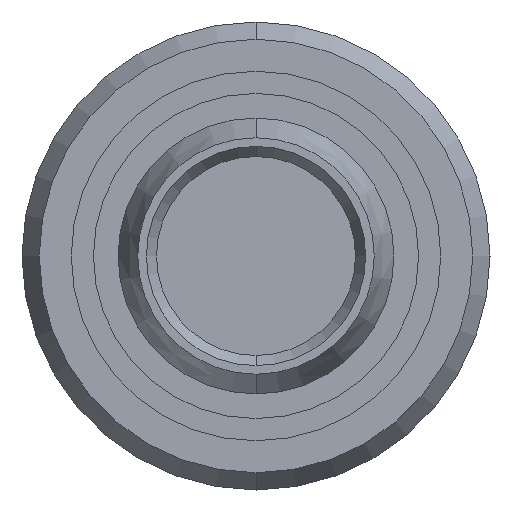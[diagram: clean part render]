
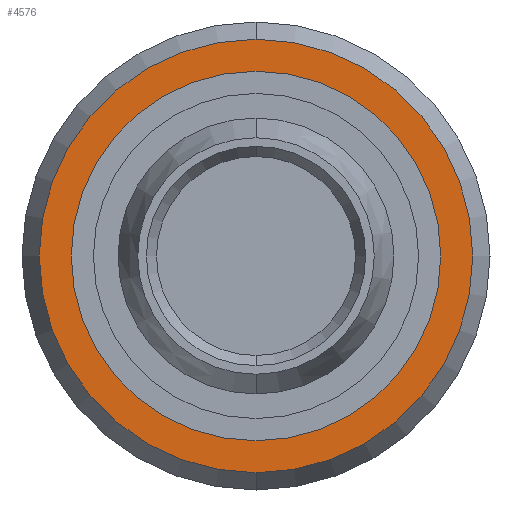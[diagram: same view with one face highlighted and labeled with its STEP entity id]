
A CAD part, front view. The second image highlights one B-rep face of the part: STEP entity #4576.
In plain terms, the highlighted planar face has unit normal (0, -1, 0).
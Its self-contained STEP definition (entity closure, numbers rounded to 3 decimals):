
#24 = AXIS2_PLACEMENT_3D ( 'NONE', #2152, #279, #2527 ) ;
#97 = EDGE_CURVE ( 'NONE', #2487, #3272, #3996, .T. ) ;
#217 = PLANE ( 'NONE',  #4136 ) ;
#218 = DIRECTION ( 'NONE',  ( 0., -1., 0. ) ) ;
#279 = DIRECTION ( 'NONE',  ( 0., 1., 0. ) ) ;
#405 = AXIS2_PLACEMENT_3D ( 'NONE', #541, #4356, #1686 ) ;
#409 = CARTESIAN_POINT ( 'NONE',  ( 0., -16.4, 0. ) ) ;
#541 = CARTESIAN_POINT ( 'NONE',  ( 0., -16.4, 0. ) ) ;
#717 = VERTEX_POINT ( 'NONE', #4769 ) ;
#913 = FACE_OUTER_BOUND ( 'NONE', #4588, .T. ) ;
#1154 = AXIS2_PLACEMENT_3D ( 'NONE', #4726, #218, #2421 ) ;
#1434 = CARTESIAN_POINT ( 'NONE',  ( 0., -16.4, -3.75 ) ) ;
#1566 = FACE_BOUND ( 'NONE', #4899, .T. ) ;
#1654 = ORIENTED_EDGE ( 'NONE', *, *, #3849, .F. ) ;
#1686 = DIRECTION ( 'NONE',  ( 0., 0., 1. ) ) ;
#1688 = CIRCLE ( 'NONE', #405, 4.4 ) ;
#1869 = CIRCLE ( 'NONE', #24, 4.4 ) ;
#2046 = CARTESIAN_POINT ( 'NONE',  ( 0., -16.4, 0. ) ) ;
#2152 = CARTESIAN_POINT ( 'NONE',  ( 0., -16.4, 0. ) ) ;
#2421 = DIRECTION ( 'NONE',  ( 0., 0., -1. ) ) ;
#2487 = VERTEX_POINT ( 'NONE', #1434 ) ;
#2527 = DIRECTION ( 'NONE',  ( 0., 0., 1. ) ) ;
#2545 = DIRECTION ( 'NONE',  ( 0., 1., 0. ) ) ;
#2724 = AXIS2_PLACEMENT_3D ( 'NONE', #409, #3443, #3824 ) ;
#2773 = ORIENTED_EDGE ( 'NONE', *, *, #97, .F. ) ;
#2826 = CIRCLE ( 'NONE', #1154, 3.75 ) ;
#2843 = ORIENTED_EDGE ( 'NONE', *, *, #3843, .F. ) ;
#3272 = VERTEX_POINT ( 'NONE', #4569 ) ;
#3339 = VERTEX_POINT ( 'NONE', #4452 ) ;
#3443 = DIRECTION ( 'NONE',  ( 0., -1., 0. ) ) ;
#3824 = DIRECTION ( 'NONE',  ( 0., 0., -1. ) ) ;
#3843 = EDGE_CURVE ( 'NONE', #3339, #717, #1688, .T. ) ;
#3849 = EDGE_CURVE ( 'NONE', #3272, #2487, #2826, .T. ) ;
#3996 = CIRCLE ( 'NONE', #2724, 3.75 ) ;
#4136 = AXIS2_PLACEMENT_3D ( 'NONE', #2046, #2545, #4422 ) ;
#4189 = ORIENTED_EDGE ( 'NONE', *, *, #4560, .F. ) ;
#4356 = DIRECTION ( 'NONE',  ( 0., 1., 0. ) ) ;
#4422 = DIRECTION ( 'NONE',  ( 0., 0., 1. ) ) ;
#4452 = CARTESIAN_POINT ( 'NONE',  ( 0., -16.4, -4.4 ) ) ;
#4560 = EDGE_CURVE ( 'NONE', #717, #3339, #1869, .T. ) ;
#4569 = CARTESIAN_POINT ( 'NONE',  ( 0., -16.4, 3.75 ) ) ;
#4576 = ADVANCED_FACE ( 'NONE', ( #1566, #913 ), #217, .F. ) ;
#4588 = EDGE_LOOP ( 'NONE', ( #4189, #2843 ) ) ;
#4726 = CARTESIAN_POINT ( 'NONE',  ( 0., -16.4, 0. ) ) ;
#4769 = CARTESIAN_POINT ( 'NONE',  ( 0., -16.4, 4.4 ) ) ;
#4899 = EDGE_LOOP ( 'NONE', ( #2773, #1654 ) ) ;
